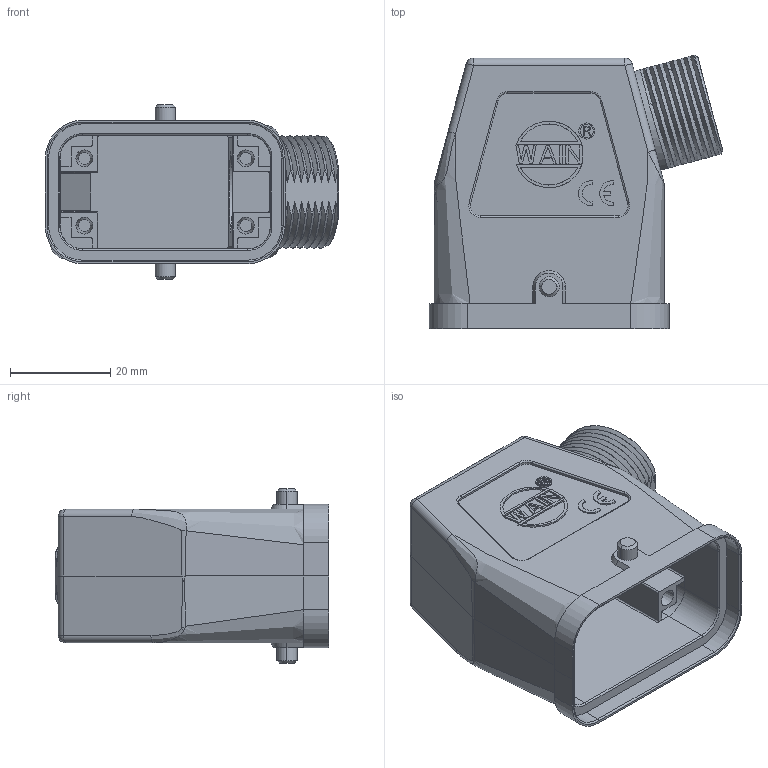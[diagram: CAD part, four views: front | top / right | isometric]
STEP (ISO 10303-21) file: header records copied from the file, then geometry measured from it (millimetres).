
FILE_DESCRIPTION((''),'2;1');
FILE_NAME('HC_P-SE-2B-PG16','2021-08-02T',('gq.wu'),(''),'PRO/ENGINEER BY PARAMETRIC TECHNOLOGY CORPORATION, 2012480','PRO/ENGINEER BY PARAMETRIC TECHNOLOGY CORPORATION, 2012480','');
FILE_SCHEMA(('CONFIG_CONTROL_DESIGN'));
Length unit declared in the file: millimetre
Products named in the file (1): HC_P-SE-2B-PG16
Bounding box: 58.62 x 54.6 x 34.9 mm (x, y, z)
Volume: 19855.4 mm3; surface area: 19728.8 mm2
Topology: 1 solids, 1 shells, 678 faces, 1847 edges, 1210 vertices
Faces by surface type: plane 452, cylinder 126, bspline 54, cone 18, torus 12, extrusion 12, sphere 4
Entity records: 26579 total; most frequent: CARTESIAN_POINT 9839, ORIENTED_EDGE 3694, DIRECTION 3108, EDGE_CURVE 1847, VECTOR 1268, LINE 1256, VERTEX_POINT 1210, AXIS2_PLACEMENT_3D 920
